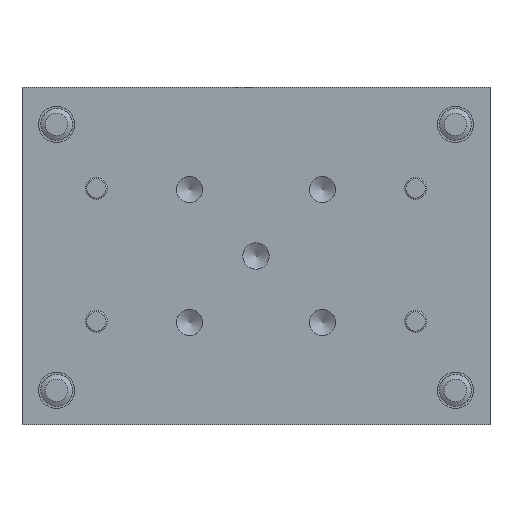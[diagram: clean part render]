
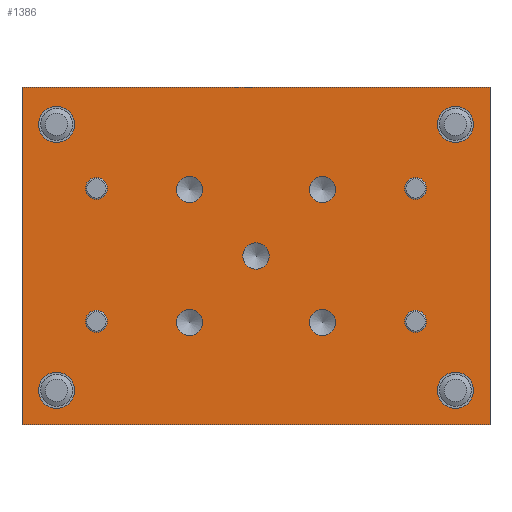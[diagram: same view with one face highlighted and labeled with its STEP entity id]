
A CAD part, front view. The second image highlights one B-rep face of the part: STEP entity #1386.
In plain terms, the highlighted planar face has unit normal (0, -1, 0).
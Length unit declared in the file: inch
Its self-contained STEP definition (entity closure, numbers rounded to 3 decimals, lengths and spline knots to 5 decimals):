
#83=LINE('',#2312,#167);
#93=LINE('',#2330,#177);
#94=LINE('',#2332,#178);
#95=LINE('',#2333,#179);
#167=VECTOR('',#1891,0.3937);
#177=VECTOR('',#1907,0.3937);
#178=VECTOR('',#1910,0.3937);
#179=VECTOR('',#1911,0.3937);
#250=PLANE('',#1628);
#315=FACE_BOUND('',#555,.T.);
#316=FACE_BOUND('',#556,.T.);
#317=FACE_BOUND('',#557,.T.);
#318=FACE_BOUND('',#558,.T.);
#319=FACE_BOUND('',#559,.T.);
#320=FACE_BOUND('',#560,.T.);
#321=FACE_BOUND('',#561,.T.);
#322=FACE_BOUND('',#562,.T.);
#323=FACE_BOUND('',#563,.T.);
#324=FACE_BOUND('',#564,.T.);
#325=FACE_BOUND('',#565,.T.);
#326=FACE_BOUND('',#566,.T.);
#327=FACE_BOUND('',#567,.T.);
#432=FACE_OUTER_BOUND('',#554,.T.);
#554=EDGE_LOOP('',(#1118,#1119,#1120,#1121));
#555=EDGE_LOOP('',(#1122));
#556=EDGE_LOOP('',(#1123));
#557=EDGE_LOOP('',(#1124));
#558=EDGE_LOOP('',(#1125));
#559=EDGE_LOOP('',(#1126));
#560=EDGE_LOOP('',(#1127));
#561=EDGE_LOOP('',(#1128));
#562=EDGE_LOOP('',(#1129));
#563=EDGE_LOOP('',(#1130));
#564=EDGE_LOOP('',(#1131));
#565=EDGE_LOOP('',(#1132));
#566=EDGE_LOOP('',(#1133));
#567=EDGE_LOOP('',(#1134));
#659=CIRCLE('',#1556,0.097);
#661=CIRCLE('',#1560,0.097);
#663=CIRCLE('',#1564,0.097);
#665=CIRCLE('',#1568,0.097);
#667=CIRCLE('',#1572,0.097);
#671=CIRCLE('',#1579,0.13386);
#675=CIRCLE('',#1586,0.13386);
#679=CIRCLE('',#1593,0.13386);
#683=CIRCLE('',#1600,0.13386);
#684=CIRCLE('',#1602,0.0815);
#686=CIRCLE('',#1605,0.0815);
#688=CIRCLE('',#1608,0.0815);
#690=CIRCLE('',#1611,0.0815);
#732=VERTEX_POINT('',#2184);
#734=VERTEX_POINT('',#2190);
#736=VERTEX_POINT('',#2196);
#738=VERTEX_POINT('',#2202);
#740=VERTEX_POINT('',#2208);
#744=VERTEX_POINT('',#2219);
#748=VERTEX_POINT('',#2230);
#752=VERTEX_POINT('',#2241);
#756=VERTEX_POINT('',#2252);
#757=VERTEX_POINT('',#2255);
#759=VERTEX_POINT('',#2260);
#761=VERTEX_POINT('',#2265);
#763=VERTEX_POINT('',#2270);
#777=VERTEX_POINT('',#2308);
#779=VERTEX_POINT('',#2311);
#783=VERTEX_POINT('',#2326);
#784=VERTEX_POINT('',#2328);
#859=EDGE_CURVE('',#732,#732,#659,.T.);
#861=EDGE_CURVE('',#734,#734,#661,.T.);
#863=EDGE_CURVE('',#736,#736,#663,.T.);
#865=EDGE_CURVE('',#738,#738,#665,.T.);
#867=EDGE_CURVE('',#740,#740,#667,.T.);
#871=EDGE_CURVE('',#744,#744,#671,.T.);
#875=EDGE_CURVE('',#748,#748,#675,.T.);
#879=EDGE_CURVE('',#752,#752,#679,.T.);
#883=EDGE_CURVE('',#756,#756,#683,.T.);
#884=EDGE_CURVE('',#757,#757,#684,.T.);
#886=EDGE_CURVE('',#759,#759,#686,.T.);
#888=EDGE_CURVE('',#761,#761,#688,.T.);
#890=EDGE_CURVE('',#763,#763,#690,.T.);
#909=EDGE_CURVE('',#777,#779,#83,.T.);
#919=EDGE_CURVE('',#783,#784,#93,.T.);
#920=EDGE_CURVE('',#783,#777,#94,.T.);
#921=EDGE_CURVE('',#779,#784,#95,.T.);
#1118=ORIENTED_EDGE('',*,*,#920,.F.);
#1119=ORIENTED_EDGE('',*,*,#919,.T.);
#1120=ORIENTED_EDGE('',*,*,#921,.F.);
#1121=ORIENTED_EDGE('',*,*,#909,.F.);
#1122=ORIENTED_EDGE('',*,*,#859,.T.);
#1123=ORIENTED_EDGE('',*,*,#861,.T.);
#1124=ORIENTED_EDGE('',*,*,#863,.T.);
#1125=ORIENTED_EDGE('',*,*,#865,.T.);
#1126=ORIENTED_EDGE('',*,*,#867,.T.);
#1127=ORIENTED_EDGE('',*,*,#871,.T.);
#1128=ORIENTED_EDGE('',*,*,#875,.T.);
#1129=ORIENTED_EDGE('',*,*,#879,.T.);
#1130=ORIENTED_EDGE('',*,*,#883,.T.);
#1131=ORIENTED_EDGE('',*,*,#884,.T.);
#1132=ORIENTED_EDGE('',*,*,#886,.T.);
#1133=ORIENTED_EDGE('',*,*,#888,.T.);
#1134=ORIENTED_EDGE('',*,*,#890,.T.);
#1386=ADVANCED_FACE('',(#432,#315,#316,#317,#318,#319,#320,#321,#322,#323,
#324,#325,#326,#327),#250,.T.);
#1556=AXIS2_PLACEMENT_3D('',#2185,#1742,#1743);
#1560=AXIS2_PLACEMENT_3D('',#2191,#1750,#1751);
#1564=AXIS2_PLACEMENT_3D('',#2197,#1758,#1759);
#1568=AXIS2_PLACEMENT_3D('',#2203,#1766,#1767);
#1572=AXIS2_PLACEMENT_3D('',#2209,#1774,#1775);
#1579=AXIS2_PLACEMENT_3D('',#2220,#1788,#1789);
#1586=AXIS2_PLACEMENT_3D('',#2231,#1802,#1803);
#1593=AXIS2_PLACEMENT_3D('',#2242,#1816,#1817);
#1600=AXIS2_PLACEMENT_3D('',#2253,#1830,#1831);
#1602=AXIS2_PLACEMENT_3D('',#2256,#1834,#1835);
#1605=AXIS2_PLACEMENT_3D('',#2261,#1840,#1841);
#1608=AXIS2_PLACEMENT_3D('',#2266,#1846,#1847);
#1611=AXIS2_PLACEMENT_3D('',#2271,#1852,#1853);
#1628=AXIS2_PLACEMENT_3D('',#2331,#1908,#1909);
#1742=DIRECTION('center_axis',(0.,1.,0.));
#1743=DIRECTION('ref_axis',(1.,0.,0.));
#1750=DIRECTION('center_axis',(0.,1.,0.));
#1751=DIRECTION('ref_axis',(1.,0.,0.));
#1758=DIRECTION('center_axis',(0.,1.,0.));
#1759=DIRECTION('ref_axis',(1.,0.,0.));
#1766=DIRECTION('center_axis',(0.,1.,0.));
#1767=DIRECTION('ref_axis',(1.,0.,0.));
#1774=DIRECTION('center_axis',(0.,1.,0.));
#1775=DIRECTION('ref_axis',(1.,0.,0.));
#1788=DIRECTION('center_axis',(0.,1.,0.));
#1789=DIRECTION('ref_axis',(1.,0.,0.));
#1802=DIRECTION('center_axis',(0.,1.,0.));
#1803=DIRECTION('ref_axis',(1.,0.,0.));
#1816=DIRECTION('center_axis',(0.,1.,0.));
#1817=DIRECTION('ref_axis',(1.,0.,0.));
#1830=DIRECTION('center_axis',(0.,1.,0.));
#1831=DIRECTION('ref_axis',(1.,0.,0.));
#1834=DIRECTION('center_axis',(0.,1.,0.));
#1835=DIRECTION('ref_axis',(1.,0.,0.));
#1840=DIRECTION('center_axis',(0.,1.,0.));
#1841=DIRECTION('ref_axis',(1.,0.,0.));
#1846=DIRECTION('center_axis',(0.,1.,0.));
#1847=DIRECTION('ref_axis',(1.,0.,0.));
#1852=DIRECTION('center_axis',(0.,1.,0.));
#1853=DIRECTION('ref_axis',(1.,0.,0.));
#1891=DIRECTION('',(0.,0.,-1.));
#1907=DIRECTION('',(0.,0.,-1.));
#1908=DIRECTION('center_axis',(0.,-1.,0.));
#1909=DIRECTION('ref_axis',(-1.,0.,0.));
#1910=DIRECTION('',(1.,0.,0.));
#1911=DIRECTION('',(-1.,0.,0.));
#2184=CARTESIAN_POINT('',(0.58913,-1.49606,-1.74213));
#2185=CARTESIAN_POINT('Origin',(0.49213,-1.49606,-1.74213));
#2190=CARTESIAN_POINT('',(0.58913,-1.49606,-0.75787));
#2191=CARTESIAN_POINT('Origin',(0.49213,-1.49606,-0.75787));
#2196=CARTESIAN_POINT('',(-0.39513,-1.49606,-0.75787));
#2197=CARTESIAN_POINT('Origin',(-0.49213,-1.49606,-0.75787));
#2202=CARTESIAN_POINT('',(-0.39513,-1.49606,-1.74213));
#2203=CARTESIAN_POINT('Origin',(-0.49213,-1.49606,-1.74213));
#2208=CARTESIAN_POINT('',(0.097,-1.49606,-1.25));
#2209=CARTESIAN_POINT('Origin',(0.,-1.49606,-1.25));
#2219=CARTESIAN_POINT('',(-1.61024,-1.49606,-2.24409));
#2220=CARTESIAN_POINT('Origin',(-1.47638,-1.49606,-2.24409));
#2230=CARTESIAN_POINT('',(1.34252,-1.49606,-0.27559));
#2231=CARTESIAN_POINT('Origin',(1.47638,-1.49606,-0.27559));
#2241=CARTESIAN_POINT('',(-1.61024,-1.49606,-0.27559));
#2242=CARTESIAN_POINT('Origin',(-1.47638,-1.49606,-0.27559));
#2252=CARTESIAN_POINT('',(1.34252,-1.49606,-2.24409));
#2253=CARTESIAN_POINT('Origin',(1.47638,-1.49606,-2.24409));
#2255=CARTESIAN_POINT('',(1.0996,-1.49606,-0.75));
#2256=CARTESIAN_POINT('Origin',(1.1811,-1.49606,-0.75));
#2260=CARTESIAN_POINT('',(-1.2626,-1.49606,-0.75));
#2261=CARTESIAN_POINT('Origin',(-1.1811,-1.49606,-0.75));
#2265=CARTESIAN_POINT('',(-1.2626,-1.49606,-1.73425));
#2266=CARTESIAN_POINT('Origin',(-1.1811,-1.49606,-1.73425));
#2270=CARTESIAN_POINT('',(1.0996,-1.49606,-1.73425));
#2271=CARTESIAN_POINT('Origin',(1.1811,-1.49606,-1.73425));
#2308=CARTESIAN_POINT('',(1.73228,-1.49606,0.));
#2311=CARTESIAN_POINT('',(1.73228,-1.49606,-2.5));
#2312=CARTESIAN_POINT('',(1.73228,-1.49606,0.));
#2326=CARTESIAN_POINT('',(-1.73228,-1.49606,0.));
#2328=CARTESIAN_POINT('',(-1.73228,-1.49606,-2.5));
#2330=CARTESIAN_POINT('',(-1.73228,-1.49606,0.));
#2331=CARTESIAN_POINT('Origin',(1.73228,-1.49606,0.));
#2332=CARTESIAN_POINT('',(-1.73228,-1.49606,0.));
#2333=CARTESIAN_POINT('',(-1.73228,-1.49606,-2.5));
